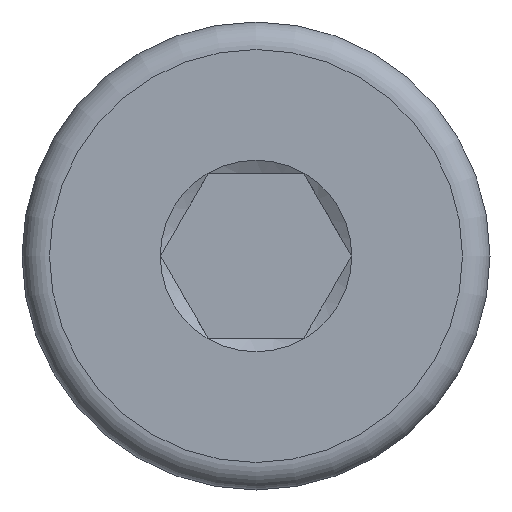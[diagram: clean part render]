
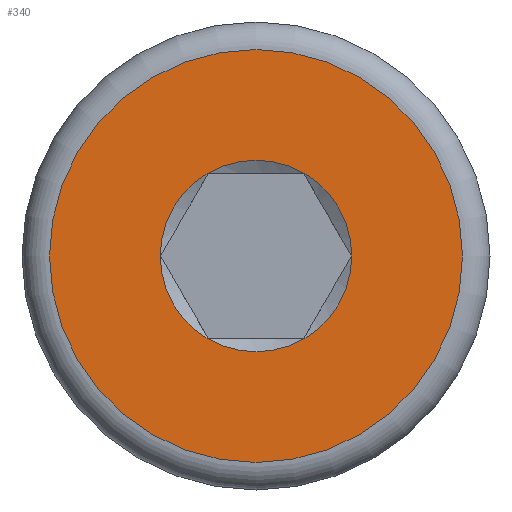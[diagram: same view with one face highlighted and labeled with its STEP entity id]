
A CAD part, left-side view. The second image highlights one B-rep face of the part: STEP entity #340.
In plain terms, the highlighted planar face has unit normal (-1, 0, 0).
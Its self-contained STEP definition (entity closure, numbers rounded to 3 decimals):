
#66=PLANE('',#369);
#93=CIRCLE('',#370,3.75);
#94=CIRCLE('',#371,1.74);
#95=CIRCLE('',#372,1.74);
#111=VERTEX_POINT('',#501);
#112=VERTEX_POINT('',#503);
#113=VERTEX_POINT('',#504);
#177=EDGE_CURVE('',#111,#111,#93,.T.);
#178=EDGE_CURVE('',#112,#113,#94,.F.);
#179=EDGE_CURVE('',#113,#112,#95,.F.);
#229=ORIENTED_EDGE('',*,*,#177,.F.);
#230=ORIENTED_EDGE('',*,*,#178,.T.);
#231=ORIENTED_EDGE('',*,*,#179,.T.);
#298=EDGE_LOOP('',(#229));
#299=EDGE_LOOP('',(#230,#231));
#319=FACE_BOUND('',#298,.T.);
#320=FACE_BOUND('',#299,.T.);
#340=ADVANCED_FACE('',(#319,#320),#66,.F.);
#369=AXIS2_PLACEMENT_3D('',#499,#422,$);
#370=AXIS2_PLACEMENT_3D('',#500,#423,#424);
#371=AXIS2_PLACEMENT_3D('',#502,#425,#426);
#372=AXIS2_PLACEMENT_3D('',#505,#427,#428);
#422=DIRECTION('',(1.,0.,0.));
#423=DIRECTION('',(1.,0.,0.));
#424=DIRECTION('',(0.,0.,-3.75));
#425=DIRECTION('',(-1.,0.,0.));
#426=DIRECTION('',(0.,-1.74,0.));
#427=DIRECTION('',(-1.,0.,0.));
#428=DIRECTION('',(0.,-1.74,0.));
#499=CARTESIAN_POINT('',(-3.5,0.,0.));
#500=CARTESIAN_POINT('',(-3.5,0.,0.));
#501=CARTESIAN_POINT('',(-3.5,0.,-3.75));
#502=CARTESIAN_POINT('',(-3.5,0.,0.));
#503=CARTESIAN_POINT('',(-3.5,1.74,0.));
#504=CARTESIAN_POINT('',(-3.5,-1.74,0.));
#505=CARTESIAN_POINT('',(-3.5,0.,0.));
